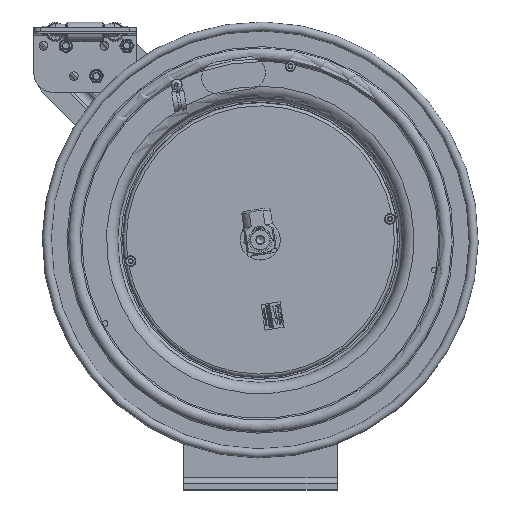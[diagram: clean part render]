
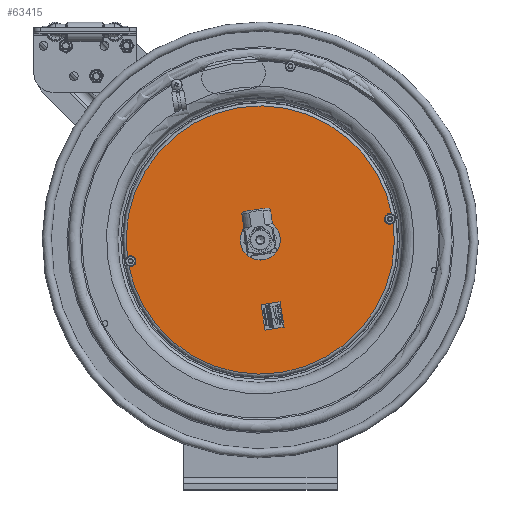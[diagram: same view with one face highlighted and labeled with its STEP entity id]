
A CAD part, top view. The second image highlights one B-rep face of the part: STEP entity #63415.
In plain terms, the highlighted planar face has unit normal (0, 0, 1).
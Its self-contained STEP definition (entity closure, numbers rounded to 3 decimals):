
#3463=FACE_BOUND('',#9121,.T.);
#3464=FACE_BOUND('',#9122,.T.);
#3465=FACE_BOUND('',#9123,.T.);
#4504=PLANE('',#66722);
#6498=FACE_OUTER_BOUND('',#9120,.T.);
#9120=EDGE_LOOP('',(#53361,#53362));
#9121=EDGE_LOOP('',(#53363));
#9122=EDGE_LOOP('',(#53364));
#9123=EDGE_LOOP('',(#53365));
#23714=CIRCLE('',#66717,5.232);
#23715=CIRCLE('',#66718,5.232);
#23719=CIRCLE('',#66723,0.65);
#23720=CIRCLE('',#66724,0.1);
#23721=CIRCLE('',#66725,0.1);
#29801=VERTEX_POINT('',#105925);
#29802=VERTEX_POINT('',#105926);
#29805=VERTEX_POINT('',#105935);
#29806=VERTEX_POINT('',#105937);
#29807=VERTEX_POINT('',#105939);
#39534=EDGE_CURVE('',#29801,#29802,#23714,.T.);
#39535=EDGE_CURVE('',#29802,#29801,#23715,.T.);
#39539=EDGE_CURVE('',#29805,#29805,#23719,.T.);
#39540=EDGE_CURVE('',#29806,#29806,#23720,.T.);
#39541=EDGE_CURVE('',#29807,#29807,#23721,.T.);
#53361=ORIENTED_EDGE('',*,*,#39534,.T.);
#53362=ORIENTED_EDGE('',*,*,#39535,.T.);
#53363=ORIENTED_EDGE('',*,*,#39539,.F.);
#53364=ORIENTED_EDGE('',*,*,#39540,.T.);
#53365=ORIENTED_EDGE('',*,*,#39541,.T.);
#63415=ADVANCED_FACE('',(#6498,#3463,#3464,#3465),#4504,.T.);
#66717=AXIS2_PLACEMENT_3D('',#105927,#76742,#76743);
#66718=AXIS2_PLACEMENT_3D('',#105928,#76744,#76745);
#66722=AXIS2_PLACEMENT_3D('',#105934,#76752,#76753);
#66723=AXIS2_PLACEMENT_3D('',#105936,#76754,#76755);
#66724=AXIS2_PLACEMENT_3D('',#105938,#76756,#76757);
#66725=AXIS2_PLACEMENT_3D('',#105940,#76758,#76759);
#76742=DIRECTION('center_axis',(0.,0.,
1.));
#76743=DIRECTION('ref_axis',(0.16,-0.987,0.));
#76744=DIRECTION('center_axis',(0.,0.,
1.));
#76745=DIRECTION('ref_axis',(0.16,-0.987,0.));
#76752=DIRECTION('center_axis',(0.,0.,
1.));
#76753=DIRECTION('ref_axis',(-0.987,-0.16,0.));
#76754=DIRECTION('center_axis',(0.,0.,
1.));
#76755=DIRECTION('ref_axis',(0.16,-0.987,0.));
#76756=DIRECTION('center_axis',(0.,0.,
-1.));
#76757=DIRECTION('ref_axis',(-0.16,0.987,0.));
#76758=DIRECTION('center_axis',(0.,0.,
-1.));
#76759=DIRECTION('ref_axis',(-0.16,0.987,0.));
#105925=CARTESIAN_POINT('',(5.647,6.456,-17.614));
#105926=CARTESIAN_POINT('',(9.973,12.459,-17.614));
#105927=CARTESIAN_POINT('Origin',(4.809,11.62,-17.614));
#105928=CARTESIAN_POINT('Origin',(4.809,11.62,-17.614));
#105934=CARTESIAN_POINT('Origin',(5.28,8.717,-17.614));
#105935=CARTESIAN_POINT('',(4.913,10.978,-17.614));
#105936=CARTESIAN_POINT('Origin',(4.809,11.62,-17.614));
#105937=CARTESIAN_POINT('',(9.883,12.343,-17.614));
#105938=CARTESIAN_POINT('Origin',(9.867,12.442,-17.614));
#105939=CARTESIAN_POINT('',(-0.234,10.7,-17.614));
#105940=CARTESIAN_POINT('Origin',(-0.25,10.798,-17.614));
